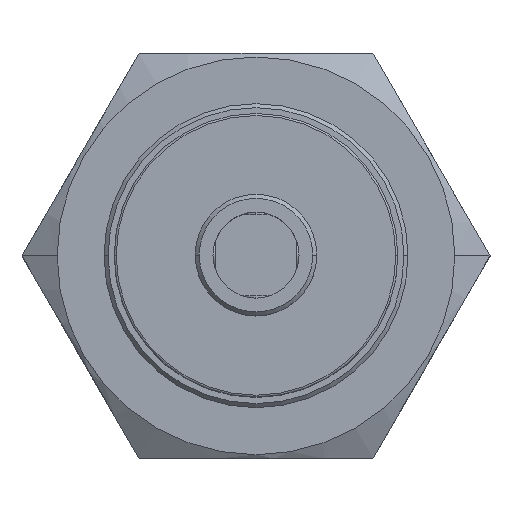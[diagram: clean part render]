
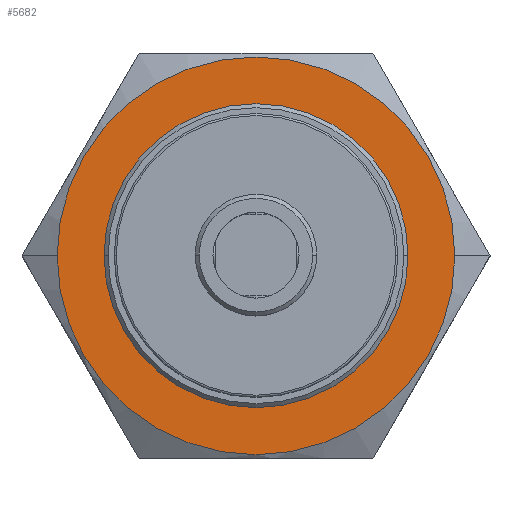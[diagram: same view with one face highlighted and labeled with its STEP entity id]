
A CAD part, top view. The second image highlights one B-rep face of the part: STEP entity #5682.
In plain terms, the highlighted planar face has unit normal (0, 0, 1).
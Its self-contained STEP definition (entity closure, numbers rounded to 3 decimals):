
#1364 = DIRECTION ( 'NONE',  ( 0., 0., 1. ) ) ;
#1487 = CARTESIAN_POINT ( 'NONE',  ( -19.625, 0., 35.964 ) ) ;
#1954 = EDGE_CURVE ( 'NONE', #16142, #7338, #15565, .T. ) ;
#2309 = CARTESIAN_POINT ( 'NONE',  ( 0., 0., 35.964 ) ) ;
#3639 = DIRECTION ( 'NONE',  ( 0., 0., -1. ) ) ;
#4656 = CIRCLE ( 'NONE', #24189, 13.706 ) ;
#5682 = ADVANCED_FACE ( 'NONE', ( #14295, #18972 ), #14381, .T. ) ;
#6319 = DIRECTION ( 'NONE',  ( 1., 0., 0. ) ) ;
#7055 = CARTESIAN_POINT ( 'NONE',  ( 11.547, -20., 35.964 ) ) ;
#7338 = VERTEX_POINT ( 'NONE', #26797 ) ;
#7394 = DIRECTION ( 'NONE',  ( 0., 0., -1. ) ) ;
#7601 = ORIENTED_EDGE ( 'NONE', *, *, #26508, .F. ) ;
#8888 = ORIENTED_EDGE ( 'NONE', *, *, #1954, .T. ) ;
#9628 = AXIS2_PLACEMENT_3D ( 'NONE', #7055, #1364, #25685 ) ;
#10535 = DIRECTION ( 'NONE',  ( -1., 0., 0. ) ) ;
#11160 = CARTESIAN_POINT ( 'NONE',  ( 19.625, 0., 35.964 ) ) ;
#11296 = EDGE_LOOP ( 'NONE', ( #7601, #29577 ) ) ;
#11984 = AXIS2_PLACEMENT_3D ( 'NONE', #17131, #3639, #6319 ) ;
#14295 = FACE_BOUND ( 'NONE', #34731, .T. ) ;
#14381 = PLANE ( 'NONE',  #9628 ) ;
#15565 = CIRCLE ( 'NONE', #11984, 13.706 ) ;
#16142 = VERTEX_POINT ( 'NONE', #25770 ) ;
#17131 = CARTESIAN_POINT ( 'NONE',  ( 0., 0., 35.964 ) ) ;
#18972 = FACE_OUTER_BOUND ( 'NONE', #11296, .T. ) ;
#19896 = AXIS2_PLACEMENT_3D ( 'NONE', #25876, #28383, #33688 ) ;
#20008 = ORIENTED_EDGE ( 'NONE', *, *, #26056, .T. ) ;
#21395 = DIRECTION ( 'NONE',  ( 0., 0., -1. ) ) ;
#21508 = CARTESIAN_POINT ( 'NONE',  ( 0., 0., 35.964 ) ) ;
#23657 = DIRECTION ( 'NONE',  ( 1., 0., 0. ) ) ;
#23737 = VERTEX_POINT ( 'NONE', #1487 ) ;
#24189 = AXIS2_PLACEMENT_3D ( 'NONE', #21508, #7394, #23657 ) ;
#25685 = DIRECTION ( 'NONE',  ( 1., 0., 0. ) ) ;
#25770 = CARTESIAN_POINT ( 'NONE',  ( 13.706, 0., 35.964 ) ) ;
#25876 = CARTESIAN_POINT ( 'NONE',  ( 0., 0., 35.964 ) ) ;
#25969 = AXIS2_PLACEMENT_3D ( 'NONE', #2309, #21395, #10535 ) ;
#26056 = EDGE_CURVE ( 'NONE', #7338, #16142, #4656, .T. ) ;
#26508 = EDGE_CURVE ( 'NONE', #23737, #33753, #34732, .T. ) ;
#26797 = CARTESIAN_POINT ( 'NONE',  ( -13.706, 0., 35.964 ) ) ;
#28383 = DIRECTION ( 'NONE',  ( 0., 0., -1. ) ) ;
#29155 = CIRCLE ( 'NONE', #25969, 19.625 ) ;
#29577 = ORIENTED_EDGE ( 'NONE', *, *, #32963, .F. ) ;
#32963 = EDGE_CURVE ( 'NONE', #33753, #23737, #29155, .T. ) ;
#33688 = DIRECTION ( 'NONE',  ( -1., 0., 0. ) ) ;
#33753 = VERTEX_POINT ( 'NONE', #11160 ) ;
#34731 = EDGE_LOOP ( 'NONE', ( #8888, #20008 ) ) ;
#34732 = CIRCLE ( 'NONE', #19896, 19.625 ) ;
